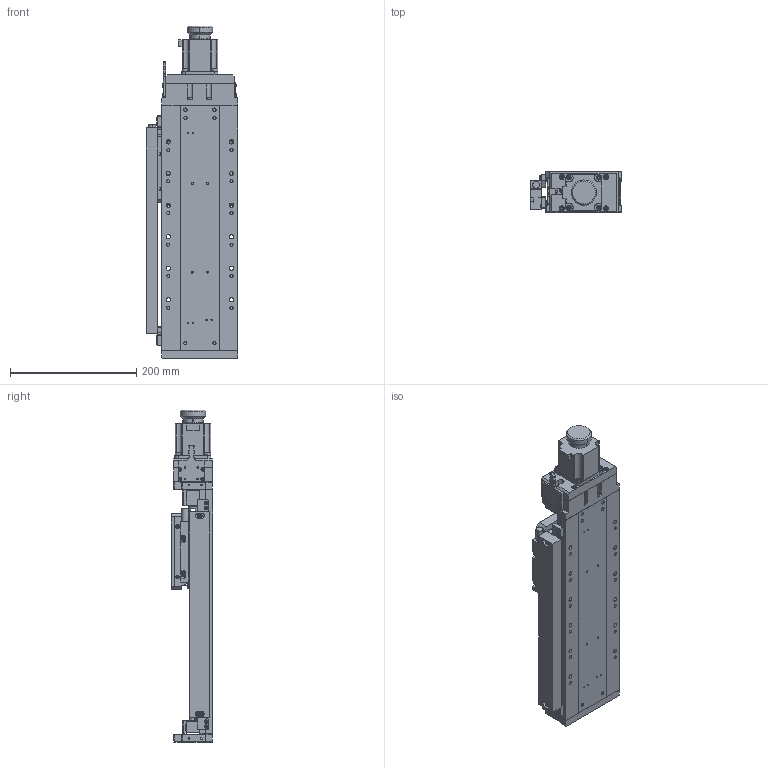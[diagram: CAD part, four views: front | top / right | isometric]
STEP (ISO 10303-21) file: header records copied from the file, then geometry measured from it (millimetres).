
FILE_DESCRIPTION (( 'STEP AP203' ), '1' );
FILE_NAME ('KA200.step', '2019-05-06T07:53:55', ( '' ), ( '' ), 'SwSTEP 2.0', 'SolidWorks 2017', '' );
FILE_SCHEMA (( 'CONFIG_CONTROL_DESIGN' ));
Length unit declared in the file: millimetre
Products named in the file (1): KA200
Bounding box: 145 x 65 x 525.5 mm (x, y, z)
Surface area: 383402.5 mm2 (no closed solid volume)
Topology: 0 solids, 152 shells, 1579 faces, 5976 edges, 4393 vertices
Faces by surface type: plane 878, cylinder 495, torus 114, cone 56, sphere 36
Entity records: 63691 total; most frequent: CARTESIAN_POINT 12731, DIRECTION 11027, ORIENTED_EDGE 8972, EDGE_CURVE 5894, VERTEX_POINT 4369, VECTOR 3681, LINE 3681, AXIS2_PLACEMENT_3D 3673
